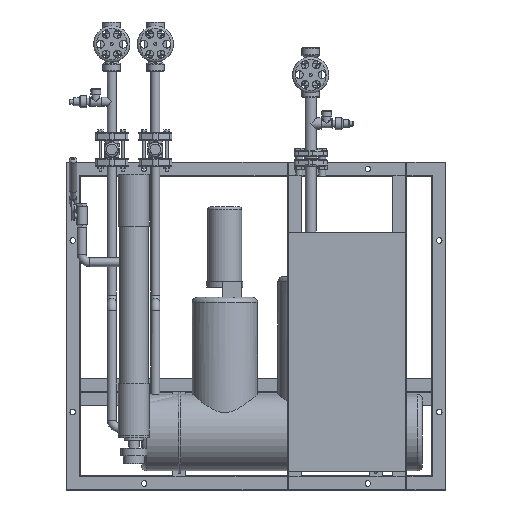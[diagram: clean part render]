
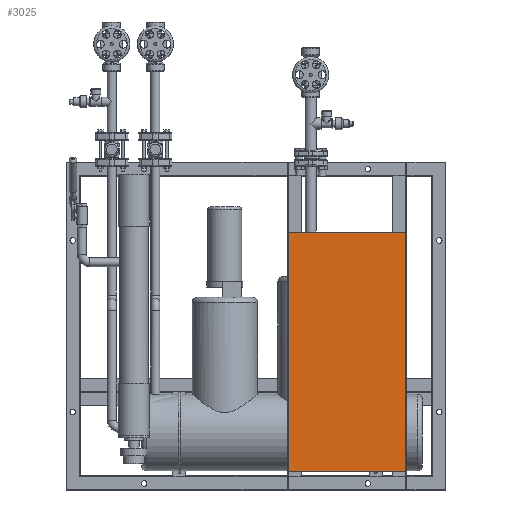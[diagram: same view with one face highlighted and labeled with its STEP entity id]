
A CAD part, top view. The second image highlights one B-rep face of the part: STEP entity #3025.
In plain terms, the highlighted planar face has unit normal (0, 0, 1).
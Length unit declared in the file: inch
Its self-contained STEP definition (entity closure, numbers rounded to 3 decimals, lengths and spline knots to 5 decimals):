
#2819=CARTESIAN_POINT('',(14.4,9.,24.0));
#2820=VERTEX_POINT('',#2819);
#2827=CARTESIAN_POINT('',(14.4,-14.,24.0));
#2828=VERTEX_POINT('',#2827);
#2829=CARTESIAN_POINT('',(14.4,9.,24.));
#2830=DIRECTION('',(0.0,-1.0,0.0));
#2831=VECTOR('',#2830,23.);
#2832=LINE('',#2829,#2831);
#2833=EDGE_CURVE('',#2820,#2828,#2832,.T.);
#2859=CARTESIAN_POINT('',(3.1,-14.,24.0));
#2860=VERTEX_POINT('',#2859);
#2867=CARTESIAN_POINT('',(3.1,9.,24.0));
#2868=VERTEX_POINT('',#2867);
#2869=CARTESIAN_POINT('',(3.1,-14.,24.));
#2870=DIRECTION('',(0.0,1.0,0.0));
#2871=VECTOR('',#2870,23.);
#2872=LINE('',#2869,#2871);
#2873=EDGE_CURVE('',#2860,#2868,#2872,.T.);
#2889=CARTESIAN_POINT('',(3.1,9.,24.));
#2890=DIRECTION('',(1.0,0.0,0.0));
#2891=VECTOR('',#2890,11.3);
#2892=LINE('',#2889,#2891);
#2893=EDGE_CURVE('',#2868,#2820,#2892,.T.);
#2943=CARTESIAN_POINT('',(14.4,-14.,24.));
#2944=DIRECTION('',(-1.0,0.0,0.0));
#2945=VECTOR('',#2944,11.3);
#2946=LINE('',#2943,#2945);
#2947=EDGE_CURVE('',#2828,#2860,#2946,.T.);
#3014=CARTESIAN_POINT('',(8.75,-2.5,24.0));
#3015=DIRECTION('',(0.0,0.0,1.0));
#3016=DIRECTION('',(1.0,0.0,0.0));
#3017=AXIS2_PLACEMENT_3D('',#3014,#3015,#3016);
#3018=PLANE('',#3017);
#3019=ORIENTED_EDGE('',*,*,#2893,.F.);
#3020=ORIENTED_EDGE('',*,*,#2873,.F.);
#3021=ORIENTED_EDGE('',*,*,#2947,.F.);
#3022=ORIENTED_EDGE('',*,*,#2833,.F.);
#3023=EDGE_LOOP('',(#3019,#3020,#3021,#3022));
#3024=FACE_OUTER_BOUND('',#3023,.T.);
#3025=ADVANCED_FACE('',(#3024),#3018,.T.);
